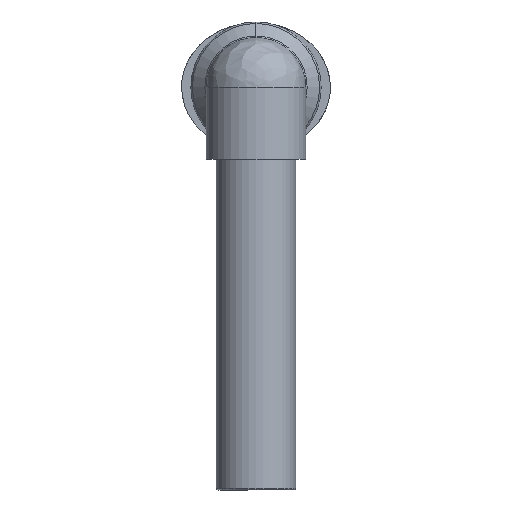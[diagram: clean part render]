
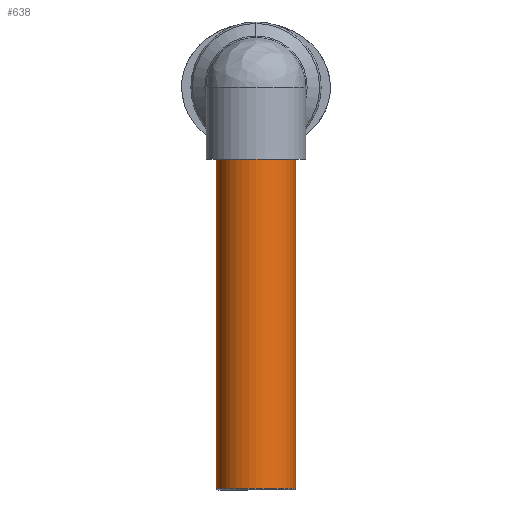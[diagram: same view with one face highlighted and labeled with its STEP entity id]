
A CAD part, left-side view. The second image highlights one B-rep face of the part: STEP entity #638.
In plain terms, the highlighted cylindrical face has radius 6 mm (diameter 12 mm), a partial arc.
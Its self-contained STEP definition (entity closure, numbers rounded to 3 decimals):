
#76 = AXIS2_PLACEMENT_3D ( 'NONE', #11597, #252, #1312 ) ;
#252 = DIRECTION ( 'NONE',  ( 0., 0., -1. ) ) ;
#280 = CARTESIAN_POINT ( 'NONE',  ( -8., 0., -60.6 ) ) ;
#638 = ADVANCED_FACE ( 'NONE', ( #910 ), #5206, .T. ) ;
#677 = ORIENTED_EDGE ( 'NONE', *, *, #11895, .T. ) ;
#910 = FACE_OUTER_BOUND ( 'NONE', #13136, .T. ) ;
#957 = DIRECTION ( 'NONE',  ( 0., 0., 1. ) ) ;
#1284 = EDGE_CURVE ( 'NONE', #7245, #12572, #2308, .T. ) ;
#1289 = ORIENTED_EDGE ( 'NONE', *, *, #1284, .F. ) ;
#1312 = DIRECTION ( 'NONE',  ( 0., -1., 0. ) ) ;
#2038 = CARTESIAN_POINT ( 'NONE',  ( -2., 0., -35.9 ) ) ;
#2055 = CIRCLE ( 'NONE', #76, 6. ) ;
#2308 = LINE ( 'NONE', #7880, #12389 ) ;
#2979 = AXIS2_PLACEMENT_3D ( 'NONE', #13141, #957, #12254 ) ;
#3065 = DIRECTION ( 'NONE',  ( 0., -1., 0. ) ) ;
#3500 = ORIENTED_EDGE ( 'NONE', *, *, #7943, .T. ) ;
#3632 = ORIENTED_EDGE ( 'NONE', *, *, #4341, .T. ) ;
#3821 = DIRECTION ( 'NONE',  ( 0., 0., 1. ) ) ;
#4219 = DIRECTION ( 'NONE',  ( 0., 0., 1. ) ) ;
#4249 = VECTOR ( 'NONE', #4219, 1000. ) ;
#4341 = EDGE_CURVE ( 'NONE', #10636, #6814, #8543, .T. ) ;
#4833 = DIRECTION ( 'NONE',  ( 0., 0., 1. ) ) ;
#4917 = DIRECTION ( 'NONE',  ( 0., -1., 0. ) ) ;
#5125 = CARTESIAN_POINT ( 'NONE',  ( -2., -6., -10.9 ) ) ;
#5152 = CARTESIAN_POINT ( 'NONE',  ( -2., 6., -10.9 ) ) ;
#5206 = CYLINDRICAL_SURFACE ( 'NONE', #9017, 6. ) ;
#5729 = CIRCLE ( 'NONE', #2979, 6. ) ;
#6314 = ORIENTED_EDGE ( 'NONE', *, *, #7509, .T. ) ;
#6781 = CARTESIAN_POINT ( 'NONE',  ( -2., -6., -60.6 ) ) ;
#6814 = VERTEX_POINT ( 'NONE', #5125 ) ;
#6869 = CARTESIAN_POINT ( 'NONE',  ( -2., 6., -60.6 ) ) ;
#7245 = VERTEX_POINT ( 'NONE', #6869 ) ;
#7509 = EDGE_CURVE ( 'NONE', #6814, #12572, #2055, .T. ) ;
#7880 = CARTESIAN_POINT ( 'NONE',  ( -2., 6., -35.9 ) ) ;
#7943 = EDGE_CURVE ( 'NONE', #8209, #10636, #5729, .T. ) ;
#7996 = CARTESIAN_POINT ( 'NONE',  ( -2., 0., -60.6 ) ) ;
#8209 = VERTEX_POINT ( 'NONE', #280 ) ;
#8543 = LINE ( 'NONE', #10344, #4249 ) ;
#9017 = AXIS2_PLACEMENT_3D ( 'NONE', #2038, #9167, #3065 ) ;
#9167 = DIRECTION ( 'NONE',  ( 0., 0., 1. ) ) ;
#10344 = CARTESIAN_POINT ( 'NONE',  ( -2., -6., -35.9 ) ) ;
#10636 = VERTEX_POINT ( 'NONE', #6781 ) ;
#11155 = AXIS2_PLACEMENT_3D ( 'NONE', #7996, #4833, #4917 ) ;
#11340 = CIRCLE ( 'NONE', #11155, 6. ) ;
#11597 = CARTESIAN_POINT ( 'NONE',  ( -2., 0., -10.9 ) ) ;
#11895 = EDGE_CURVE ( 'NONE', #7245, #8209, #11340, .T. ) ;
#12254 = DIRECTION ( 'NONE',  ( 0., -1., 0. ) ) ;
#12389 = VECTOR ( 'NONE', #3821, 1000. ) ;
#12572 = VERTEX_POINT ( 'NONE', #5152 ) ;
#13136 = EDGE_LOOP ( 'NONE', ( #1289, #677, #3500, #3632, #6314 ) ) ;
#13141 = CARTESIAN_POINT ( 'NONE',  ( -2., 0., -60.6 ) ) ;
